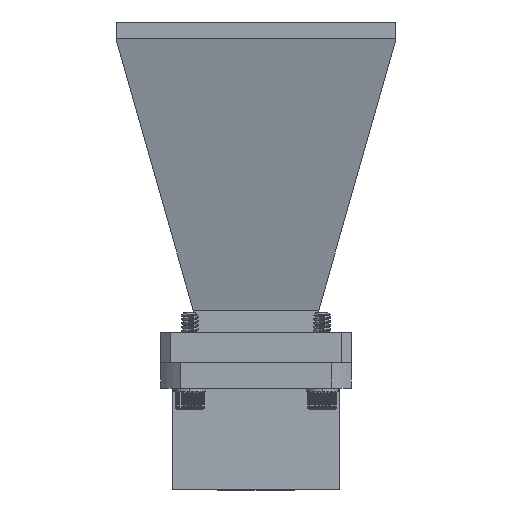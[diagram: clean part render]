
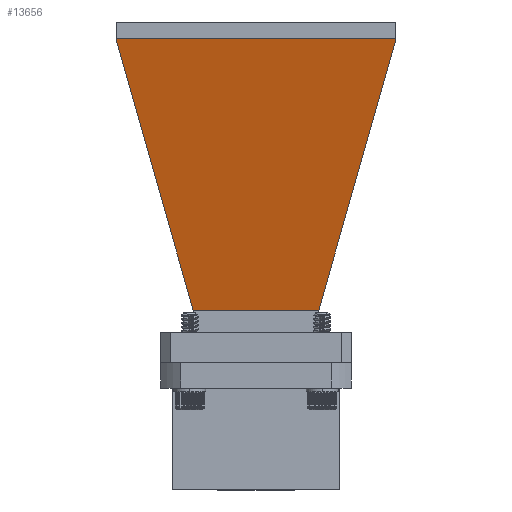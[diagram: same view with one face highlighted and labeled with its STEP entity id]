
A CAD part, front view. The second image highlights one B-rep face of the part: STEP entity #13656.
In plain terms, the highlighted face is planar.
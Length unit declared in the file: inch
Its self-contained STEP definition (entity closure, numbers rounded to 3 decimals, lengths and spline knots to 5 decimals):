
#644 = DIRECTION ( 'NONE',  ( 0.235, 0., -0.972 ) ) ;
#685 = DIRECTION ( 'NONE',  ( 0., -1., 0. ) ) ;
#1290 = VECTOR ( 'NONE', #27452, 39.37008 ) ;
#2375 = EDGE_CURVE ( 'NONE', #24141, #23044, #21175, .T. ) ;
#2793 = ORIENTED_EDGE ( 'NONE', *, *, #7186, .T. ) ;
#2816 = CARTESIAN_POINT ( 'NONE',  ( -0.81938, 1.09969, 4.08036 ) ) ;
#2914 = LINE ( 'NONE', #5294, #20185 ) ;
#3755 = VERTEX_POINT ( 'NONE', #5051 ) ;
#4970 = DIRECTION ( 'NONE',  ( -0.235, 0., 0.972 ) ) ;
#5051 = CARTESIAN_POINT ( 'NONE',  ( -0.30561, -0.4938, 1.95443 ) ) ;
#5078 = CARTESIAN_POINT ( 'NONE',  ( -0.82126, 1.09969, 4.08818 ) ) ;
#5294 = CARTESIAN_POINT ( 'NONE',  ( -0.30561, 0., 1.95443 ) ) ;
#5707 = CARTESIAN_POINT ( 'NONE',  ( -0.30561, -0.4938, 1.95443 ) ) ;
#6178 = DIRECTION ( 'NONE',  ( 0., 1., 0. ) ) ;
#6330 = CARTESIAN_POINT ( 'NONE',  ( -0.82126, 0., 4.08818 ) ) ;
#7186 = EDGE_CURVE ( 'NONE', #12694, #3755, #2914, .T. ) ;
#8184 = CARTESIAN_POINT ( 'NONE',  ( -0.81938, -1.09969, 4.08036 ) ) ;
#8330 = ORIENTED_EDGE ( 'NONE', *, *, #16159, .T. ) ;
#8971 = EDGE_LOOP ( 'NONE', ( #12655, #29638, #30735, #22964, #8330, #2793 ) ) ;
#9577 = CARTESIAN_POINT ( 'NONE',  ( -0.82126, -1.09969, 4.08818 ) ) ;
#9658 = CARTESIAN_POINT ( 'NONE',  ( -0.81938, 1.09969, 4.08036 ) ) ;
#10742 = LINE ( 'NONE', #5707, #1290 ) ;
#12438 = DIRECTION ( 'NONE',  ( 0.226, -0.267, -0.937 ) ) ;
#12462 = EDGE_CURVE ( 'NONE', #3755, #20838, #10742, .T. ) ;
#12655 = ORIENTED_EDGE ( 'NONE', *, *, #12462, .T. ) ;
#12694 = VERTEX_POINT ( 'NONE', #14673 ) ;
#13656 = ADVANCED_FACE ( 'NONE', ( #26414 ), #26714, .T. ) ;
#14144 = DIRECTION ( 'NONE',  ( -0.972, 0., -0.235 ) ) ;
#14673 = CARTESIAN_POINT ( 'NONE',  ( -0.30561, 0.4938, 1.95443 ) ) ;
#16143 = AXIS2_PLACEMENT_3D ( 'NONE', #23750, #14144, #4970 ) ;
#16159 = EDGE_CURVE ( 'NONE', #21443, #12694, #24445, .T. ) ;
#18095 = VECTOR ( 'NONE', #12438, 39.37008 ) ;
#20112 = CARTESIAN_POINT ( 'NONE',  ( -0.81938, -1.09969, 4.08036 ) ) ;
#20185 = VECTOR ( 'NONE', #685, 39.37008 ) ;
#20344 = DIRECTION ( 'NONE',  ( -0.235, 0., 0.972 ) ) ;
#20838 = VERTEX_POINT ( 'NONE', #20112 ) ;
#21175 = LINE ( 'NONE', #6330, #27405 ) ;
#21443 = VERTEX_POINT ( 'NONE', #9658 ) ;
#22964 = ORIENTED_EDGE ( 'NONE', *, *, #28876, .T. ) ;
#23044 = VERTEX_POINT ( 'NONE', #27748 ) ;
#23750 = CARTESIAN_POINT ( 'NONE',  ( -0.57418, 0., 3.06576 ) ) ;
#24141 = VERTEX_POINT ( 'NONE', #9577 ) ;
#24445 = LINE ( 'NONE', #2816, #18095 ) ;
#25502 = LINE ( 'NONE', #8184, #29669 ) ;
#26414 = FACE_OUTER_BOUND ( 'NONE', #8971, .T. ) ;
#26714 = PLANE ( 'NONE',  #16143 ) ;
#27405 = VECTOR ( 'NONE', #6178, 39.37008 ) ;
#27452 = DIRECTION ( 'NONE',  ( -0.226, -0.267, 0.937 ) ) ;
#27748 = CARTESIAN_POINT ( 'NONE',  ( -0.82126, 1.09969, 4.08818 ) ) ;
#28876 = EDGE_CURVE ( 'NONE', #23044, #21443, #29341, .T. ) ;
#29341 = LINE ( 'NONE', #5078, #30149 ) ;
#29493 = EDGE_CURVE ( 'NONE', #20838, #24141, #25502, .T. ) ;
#29638 = ORIENTED_EDGE ( 'NONE', *, *, #29493, .T. ) ;
#29669 = VECTOR ( 'NONE', #20344, 39.37008 ) ;
#30149 = VECTOR ( 'NONE', #644, 39.37008 ) ;
#30735 = ORIENTED_EDGE ( 'NONE', *, *, #2375, .T. ) ;
